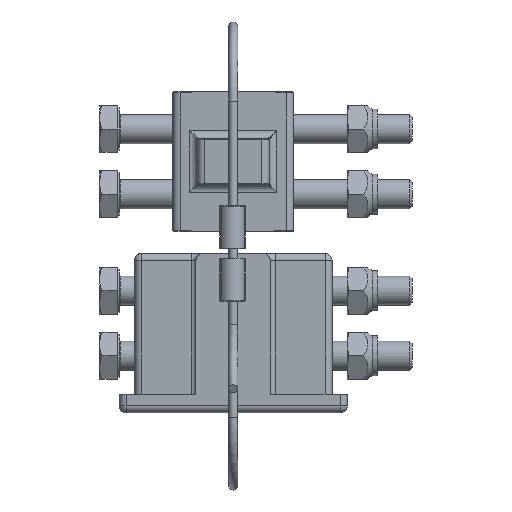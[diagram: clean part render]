
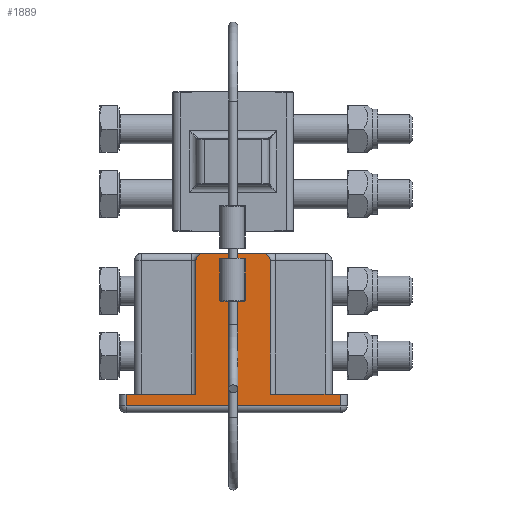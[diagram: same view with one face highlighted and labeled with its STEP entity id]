
A CAD part, front view. The second image highlights one B-rep face of the part: STEP entity #1889.
In plain terms, the highlighted planar face has unit normal (0, -1, 0).
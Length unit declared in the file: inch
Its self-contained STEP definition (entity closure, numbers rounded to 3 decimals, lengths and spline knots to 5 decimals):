
#786=CARTESIAN_POINT('',(1.03125,0.0,1.79625));
#787=VERTEX_POINT('',#786);
#788=CARTESIAN_POINT('',(1.125,0.0,1.89));
#789=VERTEX_POINT('',#788);
#790=CARTESIAN_POINT('',(1.125,0.,1.79625));
#791=DIRECTION('',(0.0,1.,0.0));
#792=DIRECTION('',(-0.707,0.0,0.707));
#793=AXIS2_PLACEMENT_3D('',#790,#791,#792);
#794=CIRCLE('',#793,0.09375);
#795=EDGE_CURVE('',#787,#789,#794,.T.);
#1063=CARTESIAN_POINT('',(1.9375,0.0,1.89));
#1064=VERTEX_POINT('',#1063);
#1065=CARTESIAN_POINT('',(2.03125,0.,1.79625));
#1066=VERTEX_POINT('',#1065);
#1067=CARTESIAN_POINT('',(1.9375,0.,1.79625));
#1068=DIRECTION('',(0.0,1.,0.0));
#1069=DIRECTION('',(0.707,0.0,0.707));
#1070=AXIS2_PLACEMENT_3D('',#1067,#1068,#1069);
#1071=CIRCLE('',#1070,0.09375);
#1072=EDGE_CURVE('',#1064,#1066,#1071,.T.);
#1388=CARTESIAN_POINT('',(2.03125,0.,0.0));
#1389=VERTEX_POINT('',#1388);
#1390=CARTESIAN_POINT('',(2.03125,0.,0.0));
#1391=DIRECTION('',(0.0,0.0,1.0));
#1392=VECTOR('',#1391,1.79625);
#1393=LINE('',#1390,#1392);
#1394=EDGE_CURVE('',#1389,#1066,#1393,.T.);
#1411=CARTESIAN_POINT('',(0.09375,0.0,-0.15625));
#1412=VERTEX_POINT('',#1411);
#1430=CARTESIAN_POINT('',(2.96875,0.0,-0.15625));
#1431=VERTEX_POINT('',#1430);
#1439=CARTESIAN_POINT('',(2.96875,0.0,-0.15625));
#1440=DIRECTION('',(-1.0,0.0,0.0));
#1441=VECTOR('',#1440,2.875);
#1442=LINE('',#1439,#1441);
#1443=EDGE_CURVE('',#1431,#1412,#1442,.T.);
#1773=CARTESIAN_POINT('',(2.96875,0.0,0.0));
#1774=VERTEX_POINT('',#1773);
#1775=CARTESIAN_POINT('',(2.03125,0.0,0.0));
#1776=DIRECTION('',(1.0,0.0,0.0));
#1777=VECTOR('',#1776,0.9375);
#1778=LINE('',#1775,#1777);
#1779=EDGE_CURVE('',#1389,#1774,#1778,.T.);
#1800=CARTESIAN_POINT('',(0.09375,0.0,0.0));
#1801=VERTEX_POINT('',#1800);
#1809=CARTESIAN_POINT('',(1.03125,0.0,0.0));
#1810=VERTEX_POINT('',#1809);
#1811=CARTESIAN_POINT('',(0.09375,0.0,0.0));
#1812=DIRECTION('',(1.0,0.0,0.0));
#1813=VECTOR('',#1812,0.9375);
#1814=LINE('',#1811,#1813);
#1815=EDGE_CURVE('',#1801,#1810,#1814,.T.);
#1846=CARTESIAN_POINT('',(0.09375,0.0,-0.15625));
#1847=DIRECTION('',(0.0,0.0,1.0));
#1848=VECTOR('',#1847,0.15625);
#1849=LINE('',#1846,#1848);
#1850=EDGE_CURVE('',#1412,#1801,#1849,.T.);
#1857=CARTESIAN_POINT('',(0.0,0.0,0.0));
#1858=DIRECTION('',(0.0,-1.0,0.0));
#1859=DIRECTION('',(0.0,0.0,-1.0));
#1860=AXIS2_PLACEMENT_3D('',#1857,#1858,#1859);
#1861=PLANE('',#1860);
#1862=ORIENTED_EDGE('',*,*,#795,.F.);
#1863=CARTESIAN_POINT('',(1.03125,0.0,0.0));
#1864=DIRECTION('',(0.0,0.0,1.0));
#1865=VECTOR('',#1864,1.79625);
#1866=LINE('',#1863,#1865);
#1867=EDGE_CURVE('',#1810,#787,#1866,.T.);
#1868=ORIENTED_EDGE('',*,*,#1867,.F.);
#1869=ORIENTED_EDGE('',*,*,#1815,.F.);
#1870=ORIENTED_EDGE('',*,*,#1850,.F.);
#1871=ORIENTED_EDGE('',*,*,#1443,.F.);
#1872=CARTESIAN_POINT('',(2.96875,0.0,0.0));
#1873=DIRECTION('',(0.0,0.0,-1.0));
#1874=VECTOR('',#1873,0.15625);
#1875=LINE('',#1872,#1874);
#1876=EDGE_CURVE('',#1774,#1431,#1875,.T.);
#1877=ORIENTED_EDGE('',*,*,#1876,.F.);
#1878=ORIENTED_EDGE('',*,*,#1779,.F.);
#1879=ORIENTED_EDGE('',*,*,#1394,.T.);
#1880=ORIENTED_EDGE('',*,*,#1072,.F.);
#1881=CARTESIAN_POINT('',(1.9375,0.0,1.89));
#1882=DIRECTION('',(-1.0,0.0,0.0));
#1883=VECTOR('',#1882,0.8125);
#1884=LINE('',#1881,#1883);
#1885=EDGE_CURVE('',#1064,#789,#1884,.T.);
#1886=ORIENTED_EDGE('',*,*,#1885,.T.);
#1887=EDGE_LOOP('',(#1862,#1868,#1869,#1870,#1871,#1877,#1878,#1879,#1880,#1886));
#1888=FACE_OUTER_BOUND('',#1887,.T.);
#1889=ADVANCED_FACE('',(#1888),#1861,.T.);
